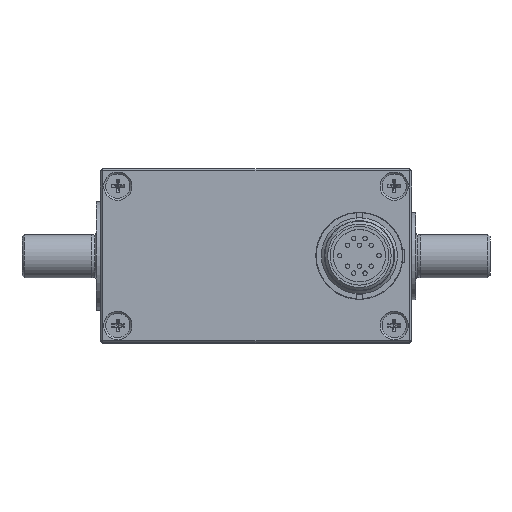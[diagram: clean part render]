
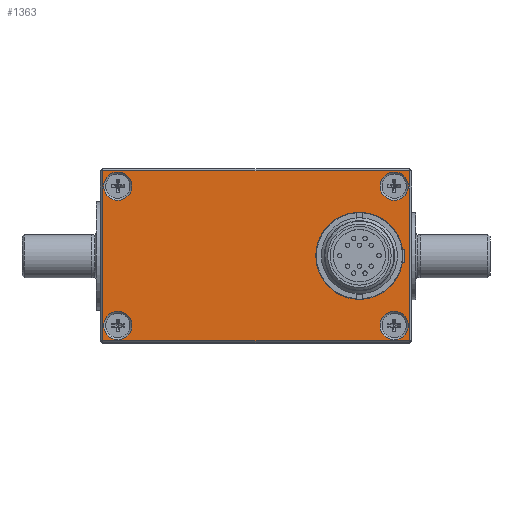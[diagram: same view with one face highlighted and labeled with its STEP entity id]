
A CAD part, top view. The second image highlights one B-rep face of the part: STEP entity #1363.
In plain terms, the highlighted planar face has unit normal (0, 0, 1).
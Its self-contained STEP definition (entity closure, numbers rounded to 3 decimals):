
#1363 = ADVANCED_FACE( '', ( #2766, #2767, #2768, #2769, #2770, #2771 ), #2772, .T. );
#2766 = FACE_OUTER_BOUND( '', #4450, .T. );
#2767 = FACE_BOUND( '', #4451, .T. );
#2768 = FACE_BOUND( '', #4452, .T. );
#2769 = FACE_BOUND( '', #4453, .T. );
#2770 = FACE_BOUND( '', #4454, .T. );
#2771 = FACE_BOUND( '', #4455, .T. );
#2772 = PLANE( '', #4456 );
#4450 = EDGE_LOOP( '', ( #6895, #6896, #6897, #6898 ) );
#4451 = EDGE_LOOP( '', ( #6899, #6900, #6901, #6902 ) );
#4452 = EDGE_LOOP( '', ( #6903 ) );
#4453 = EDGE_LOOP( '', ( #6904 ) );
#4454 = EDGE_LOOP( '', ( #6905 ) );
#4455 = EDGE_LOOP( '', ( #6906 ) );
#4456 = AXIS2_PLACEMENT_3D( '', #6907, #6908, #6909 );
#6895 = ORIENTED_EDGE( '', *, *, #8408, .T. );
#6896 = ORIENTED_EDGE( '', *, *, #9164, .T. );
#6897 = ORIENTED_EDGE( '', *, *, #9005, .T. );
#6898 = ORIENTED_EDGE( '', *, *, #8891, .T. );
#6899 = ORIENTED_EDGE( '', *, *, #9165, .F. );
#6900 = ORIENTED_EDGE( '', *, *, #8782, .T. );
#6901 = ORIENTED_EDGE( '', *, *, #9166, .F. );
#6902 = ORIENTED_EDGE( '', *, *, #9167, .F. );
#6903 = ORIENTED_EDGE( '', *, *, #9168, .T. );
#6904 = ORIENTED_EDGE( '', *, *, #8639, .T. );
#6905 = ORIENTED_EDGE( '', *, *, #8379, .T. );
#6906 = ORIENTED_EDGE( '', *, *, #8988, .T. );
#6907 = CARTESIAN_POINT( '', ( -35.75, 20., 25. ) );
#6908 = DIRECTION( '', ( 0., 0., 1. ) );
#6909 = DIRECTION( '', ( 1., 0., 0. ) );
#8379 = EDGE_CURVE( '', #9550, #9550, #9551, .T. );
#8408 = EDGE_CURVE( '', #9597, #9602, #9604, .T. );
#8639 = EDGE_CURVE( '', #9984, #9984, #9985, .T. );
#8782 = EDGE_CURVE( '', #10215, #10213, #10216, .T. );
#8891 = EDGE_CURVE( '', #10300, #9597, #10385, .T. );
#8988 = EDGE_CURVE( '', #10530, #10530, #10531, .T. );
#9005 = EDGE_CURVE( '', #10553, #10300, #10554, .T. );
#9164 = EDGE_CURVE( '', #9602, #10553, #10783, .T. );
#9165 = EDGE_CURVE( '', #10215, #10784, #10785, .T. );
#9166 = EDGE_CURVE( '', #10786, #10213, #10787, .T. );
#9167 = EDGE_CURVE( '', #10784, #10786, #10788, .T. );
#9168 = EDGE_CURVE( '', #10789, #10789, #10790, .T. );
#9550 = VERTEX_POINT( '', #11245 );
#9551 = CIRCLE( '', #11246, 3.25 );
#9597 = VERTEX_POINT( '', #11304 );
#9602 = VERTEX_POINT( '', #11311 );
#9604 = LINE( '', #11314, #11315 );
#9984 = VERTEX_POINT( '', #11784 );
#9985 = CIRCLE( '', #11785, 3.25 );
#10213 = VERTEX_POINT( '', #12058 );
#10215 = VERTEX_POINT( '', #12061 );
#10216 = CIRCLE( '', #12062, 9.25 );
#10300 = VERTEX_POINT( '', #12165 );
#10385 = LINE( '', #12274, #12275 );
#10530 = VERTEX_POINT( '', #12457 );
#10531 = CIRCLE( '', #12458, 3.25 );
#10553 = VERTEX_POINT( '', #12483 );
#10554 = LINE( '', #12484, #12485 );
#10783 = LINE( '', #12756, #12757 );
#10784 = VERTEX_POINT( '', #12758 );
#10785 = LINE( '', #12759, #12760 );
#10786 = VERTEX_POINT( '', #12761 );
#10787 = LINE( '', #12762, #12763 );
#10788 = LINE( '', #12764, #12765 );
#10789 = VERTEX_POINT( '', #12766 );
#10790 = CIRCLE( '', #12767, 3.25 );
#11245 = CARTESIAN_POINT( '', ( -31.75, 19.25, 25. ) );
#11246 = AXIS2_PLACEMENT_3D( '', #13273, #13274, #13275 );
#11304 = CARTESIAN_POINT( '', ( 35.25, -19.5, 25. ) );
#11311 = CARTESIAN_POINT( '', ( 35.25, 19.5, 25. ) );
#11314 = CARTESIAN_POINT( '', ( 35.25, 20., 25. ) );
#11315 = VECTOR( '', #13318, 1000. );
#11784 = CARTESIAN_POINT( '', ( 31.75, 19.25, 25. ) );
#11785 = AXIS2_PLACEMENT_3D( '', #13657, #13658, #13659 );
#12058 = CARTESIAN_POINT( '', ( 32.878, 1.5, 25. ) );
#12061 = CARTESIAN_POINT( '', ( 32.878, -1.5, 25. ) );
#12062 = AXIS2_PLACEMENT_3D( '', #13886, #13887, #13888 );
#12165 = CARTESIAN_POINT( '', ( -35.25, -19.5, 25. ) );
#12274 = CARTESIAN_POINT( '', ( 35.75, -19.5, 25. ) );
#12275 = VECTOR( '', #14040, 1000. );
#12457 = CARTESIAN_POINT( '', ( -31.75, -12.75, 25. ) );
#12458 = AXIS2_PLACEMENT_3D( '', #14171, #14172, #14173 );
#12483 = CARTESIAN_POINT( '', ( -35.25, 19.5, 25. ) );
#12484 = CARTESIAN_POINT( '', ( -35.25, -20., 25. ) );
#12485 = VECTOR( '', #14195, 1000. );
#12756 = CARTESIAN_POINT( '', ( -35.75, 19.5, 25. ) );
#12757 = VECTOR( '', #14409, 1000. );
#12758 = CARTESIAN_POINT( '', ( 34.2, -1.5, 25. ) );
#12759 = CARTESIAN_POINT( '', ( 32.878, -1.5, 25. ) );
#12760 = VECTOR( '', #14410, 1000. );
#12761 = CARTESIAN_POINT( '', ( 34.2, 1.5, 25. ) );
#12762 = CARTESIAN_POINT( '', ( 34.2, 1.5, 25. ) );
#12763 = VECTOR( '', #14411, 1000. );
#12764 = CARTESIAN_POINT( '', ( 34.2, -1.5, 25. ) );
#12765 = VECTOR( '', #14412, 1000. );
#12766 = CARTESIAN_POINT( '', ( 31.75, -12.75, 25. ) );
#12767 = AXIS2_PLACEMENT_3D( '', #14413, #14414, #14415 );
#13273 = CARTESIAN_POINT( '', ( -31.75, 16., 25. ) );
#13274 = DIRECTION( '', ( 0., 0., -1. ) );
#13275 = DIRECTION( '', ( 0., 1., 0. ) );
#13318 = DIRECTION( '', ( 0., 1., 0. ) );
#13657 = CARTESIAN_POINT( '', ( 31.75, 16., 25. ) );
#13658 = DIRECTION( '', ( 0., 0., -1. ) );
#13659 = DIRECTION( '', ( 0., 1., 0. ) );
#13886 = CARTESIAN_POINT( '', ( 23.75, 0., 25. ) );
#13887 = DIRECTION( '', ( 0., 0., -1. ) );
#13888 = DIRECTION( '', ( 1., 0., 0. ) );
#14040 = DIRECTION( '', ( 1., 0., 0. ) );
#14171 = CARTESIAN_POINT( '', ( -31.75, -16., 25. ) );
#14172 = DIRECTION( '', ( 0., 0., -1. ) );
#14173 = DIRECTION( '', ( 0., 1., 0. ) );
#14195 = DIRECTION( '', ( 0., -1., 0. ) );
#14409 = DIRECTION( '', ( -1., 0., 0. ) );
#14410 = DIRECTION( '', ( 1., 0., 0. ) );
#14411 = DIRECTION( '', ( -1., 0., 0. ) );
#14412 = DIRECTION( '', ( 0., 1., 0. ) );
#14413 = CARTESIAN_POINT( '', ( 31.75, -16., 25. ) );
#14414 = DIRECTION( '', ( 0., 0., -1. ) );
#14415 = DIRECTION( '', ( 0., 1., 0. ) );
